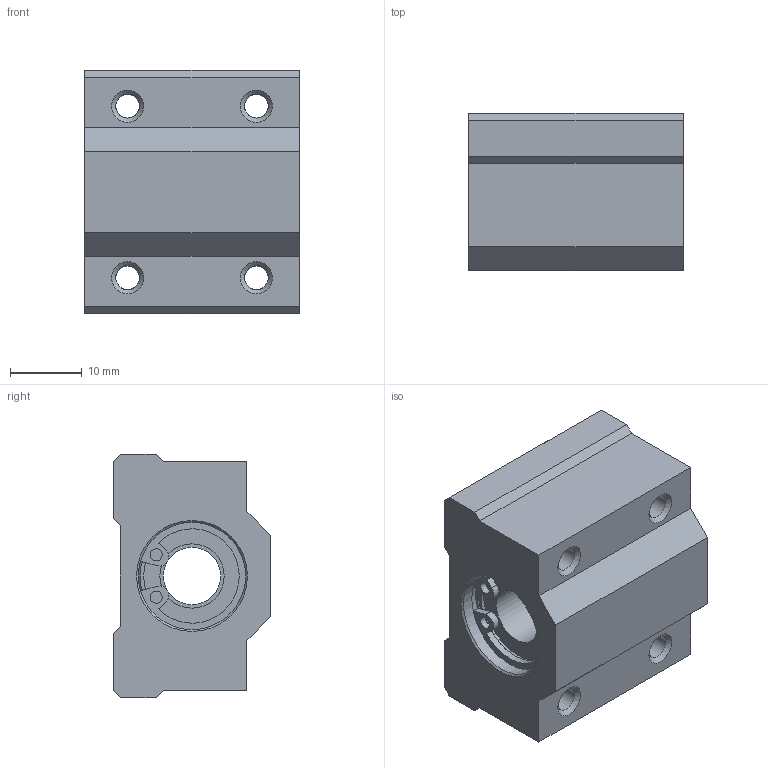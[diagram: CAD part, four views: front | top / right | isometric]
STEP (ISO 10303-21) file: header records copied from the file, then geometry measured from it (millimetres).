
FILE_DESCRIPTION(/* description */ (''),/* implementation_level */ '2;1');
FILE_NAME(/* name */ 'SCS8UU Block, Linear Bearing, 8mm Shaft v4.step',/* time_stamp */ '2019-05-07T09:57:01-07:00',/* author */ ('rowiac'),/* organization */ (''),/* preprocessor_version */ 'ST-DEVELOPER v18',/* originating_system */ 'Autodesk Translation Framework v8.2.0.1029',/* authorisation */ '');
FILE_SCHEMA (('AUTOMOTIVE_DESIGN { 1 0 10303 214 3 1 1 }'));
Length unit declared in the file: millimetre
Products named in the file (4): SCS8UU Block, Linear Bearing, 8mm Shaft; LM8UU Bearing, Linear Ball, 8mm Shaft v1; 98455A115 RING, INT RTNG 15MM ID v1; 98455A115 RING, INT RTNG 15MM ID v1 (1)
Assembly tree (3 placements, depth 2):
  SCS8UU Block, Linear Bearing, 8mm Shaft
    LM8UU Bearing, Linear Ball, 8mm Shaft v1
    98455A115 RING, INT RTNG 15MM ID v1
    98455A115 RING, INT RTNG 15MM ID v1 (1)
Bounding box: 30 x 22 x 34 mm (x, y, z)
Volume: 16345.6 mm3; surface area: 9223.2 mm2
Topology: 4 solids, 4 shells, 209 faces, 567 edges, 378 vertices
Faces by surface type: cylinder 143, plane 50, cone 8, bspline 8
Full cylindrical faces by diameter (mm): 1.7 x4, 3.332 x52, 4.109 x52, 8 x1, 9 x2, 13.5 x2, 14.3 x2, 15 x6, 15.7 x2
Entity records: 12968 total; most frequent: CARTESIAN_POINT 7821, ORIENTED_EDGE 1134, DIRECTION 901, EDGE_CURVE 567, VERTEX_POINT 378, AXIS2_PLACEMENT_3D 338, EDGE_LOOP 241, LINE 225
